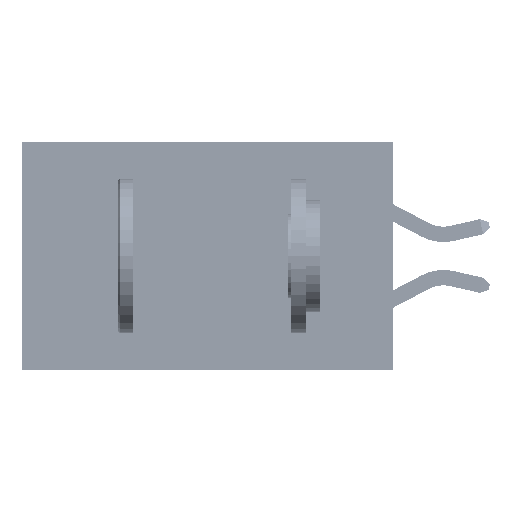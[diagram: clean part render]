
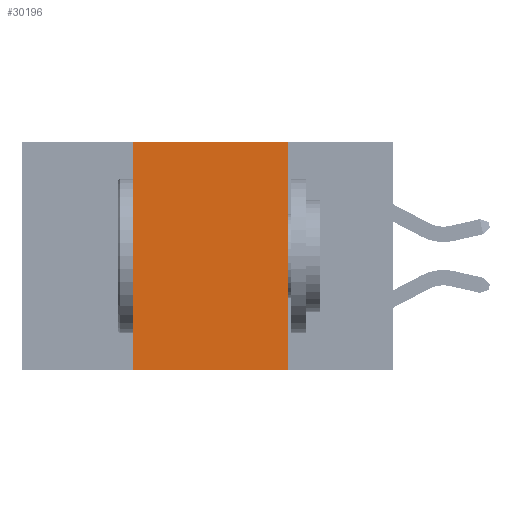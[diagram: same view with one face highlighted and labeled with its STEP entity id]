
A CAD part, left-side view. The second image highlights one B-rep face of the part: STEP entity #30196.
In plain terms, the highlighted planar face has unit normal (-1, 0, 0).
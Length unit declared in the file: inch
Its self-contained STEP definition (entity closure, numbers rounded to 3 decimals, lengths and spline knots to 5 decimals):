
#157 = CARTESIAN_POINT ( 'NONE',  ( 0., 0.6, -0.37 ) ) ;
#2408 = PLANE ( 'NONE',  #10672 ) ;
#4284 = CARTESIAN_POINT ( 'NONE',  ( 0., 0.17, 0. ) ) ;
#5830 = DIRECTION ( 'NONE',  ( 0., -1., 0. ) ) ;
#8032 = DIRECTION ( 'NONE',  ( 0., -1., 0. ) ) ;
#8062 = VECTOR ( 'NONE', #8032, 39.37008 ) ;
#8122 = FACE_OUTER_BOUND ( 'NONE', #26398, .T. ) ;
#9334 = VERTEX_POINT ( 'NONE', #49487 ) ;
#10107 = EDGE_CURVE ( 'NONE', #18492, #29159, #37581, .T. ) ;
#10672 = AXIS2_PLACEMENT_3D ( 'NONE', #37790, #37959, #18400 ) ;
#11050 = CARTESIAN_POINT ( 'NONE',  ( 0., 0.17, -0.37 ) ) ;
#13288 = DIRECTION ( 'NONE',  ( 0., 0., 1. ) ) ;
#15350 = VERTEX_POINT ( 'NONE', #11050 ) ;
#17232 = EDGE_CURVE ( 'NONE', #9334, #18492, #42730, .T. ) ;
#18400 = DIRECTION ( 'NONE',  ( 0., 0., -1. ) ) ;
#18492 = VERTEX_POINT ( 'NONE', #48143 ) ;
#21636 = VECTOR ( 'NONE', #5830, 39.37008 ) ;
#21717 = EDGE_CURVE ( 'NONE', #29159, #15350, #30764, .T. ) ;
#23692 = CARTESIAN_POINT ( 'NONE',  ( 0., 0.17, 0. ) ) ;
#23734 = VECTOR ( 'NONE', #13288, 39.37008 ) ;
#23765 = DIRECTION ( 'NONE',  ( 0., 0., -1. ) ) ;
#25797 = CARTESIAN_POINT ( 'NONE',  ( 0., 0.6, 0. ) ) ;
#26398 = EDGE_LOOP ( 'NONE', ( #41844, #34383, #50234, #49106 ) ) ;
#26644 = EDGE_CURVE ( 'NONE', #9334, #15350, #49899, .T. ) ;
#28301 = VECTOR ( 'NONE', #23765, 39.37008 ) ;
#29159 = VERTEX_POINT ( 'NONE', #23692 ) ;
#30196 = ADVANCED_FACE ( 'NONE', ( #8122 ), #2408, .F. ) ;
#30764 = LINE ( 'NONE', #4284, #28301 ) ;
#34383 = ORIENTED_EDGE ( 'NONE', *, *, #10107, .F. ) ;
#37581 = LINE ( 'NONE', #25797, #21636 ) ;
#37790 = CARTESIAN_POINT ( 'NONE',  ( 0., 0.6, 0. ) ) ;
#37959 = DIRECTION ( 'NONE',  ( 1., 0., 0. ) ) ;
#41844 = ORIENTED_EDGE ( 'NONE', *, *, #21717, .F. ) ;
#42730 = LINE ( 'NONE', #49150, #23734 ) ;
#48143 = CARTESIAN_POINT ( 'NONE',  ( 0., 0.42, 0. ) ) ;
#49106 = ORIENTED_EDGE ( 'NONE', *, *, #26644, .T. ) ;
#49150 = CARTESIAN_POINT ( 'NONE',  ( 0., 0.42, 0. ) ) ;
#49487 = CARTESIAN_POINT ( 'NONE',  ( 0., 0.42, -0.37 ) ) ;
#49899 = LINE ( 'NONE', #157, #8062 ) ;
#50234 = ORIENTED_EDGE ( 'NONE', *, *, #17232, .F. ) ;
